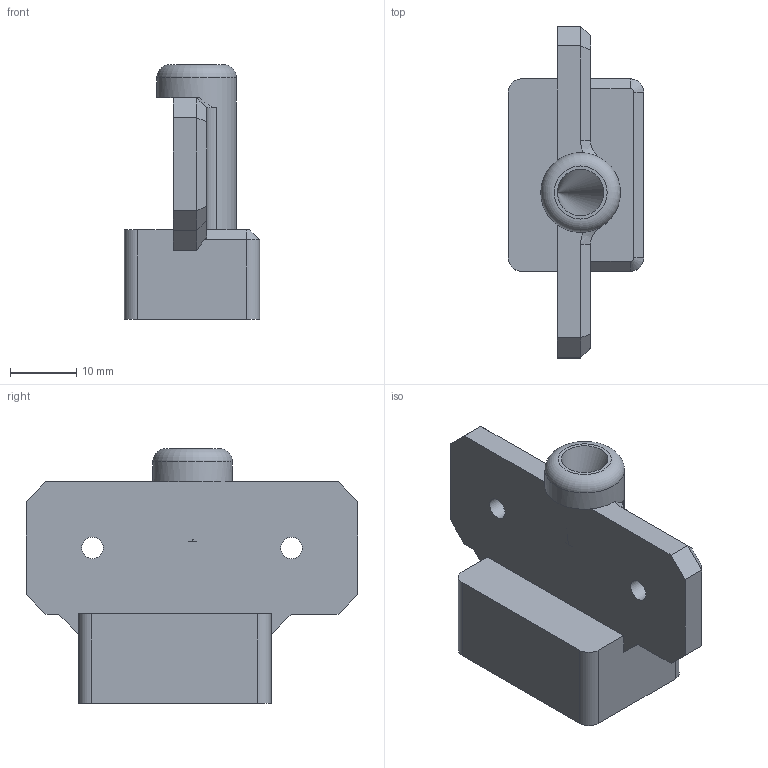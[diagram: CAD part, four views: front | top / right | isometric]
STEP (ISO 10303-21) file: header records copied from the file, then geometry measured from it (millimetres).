
FILE_DESCRIPTION(/* description */ (''),/* implementation_level */ '2;1');
FILE_NAME(/* name */ 'Z-Endstop v5.step',/* time_stamp */ '2022-06-10T19:49:32-07:00',/* author */ (''),/* organization */ (''),/* preprocessor_version */ 'ST-DEVELOPER v19',/* originating_system */ 'Autodesk Translation Framework v11.7.0.108',/* authorisation */ '');
FILE_SCHEMA (('AUTOMOTIVE_DESIGN { 1 0 10303 214 3 1 1 }'));
Length unit declared in the file: millimetre
Products named in the file (1): Z-Endstop
Bounding box: 20.4 x 50 x 38.4 mm (x, y, z)
Volume: 11257.7 mm3; surface area: 5985.6 mm2
Topology: 1 solids, 1 shells, 83 faces, 205 edges, 130 vertices
Faces by surface type: plane 59, cylinder 19, cone 4, torus 1
Full cylindrical faces by diameter (mm): 1.5 x4, 3.25 x2, 4.5 x1, 7 x3, 7.5 x1, 12 x1
Entity records: 2495 total; most frequent: CARTESIAN_POINT 434, DIRECTION 424, ORIENTED_EDGE 412, EDGE_CURVE 206, LINE 152, VECTOR 152, AXIS2_PLACEMENT_3D 136, VERTEX_POINT 130
